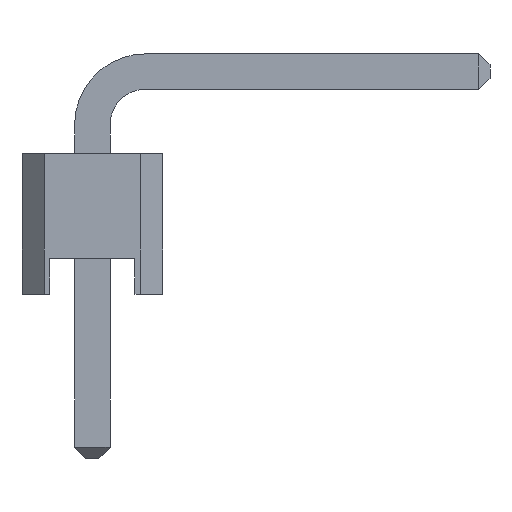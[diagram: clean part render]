
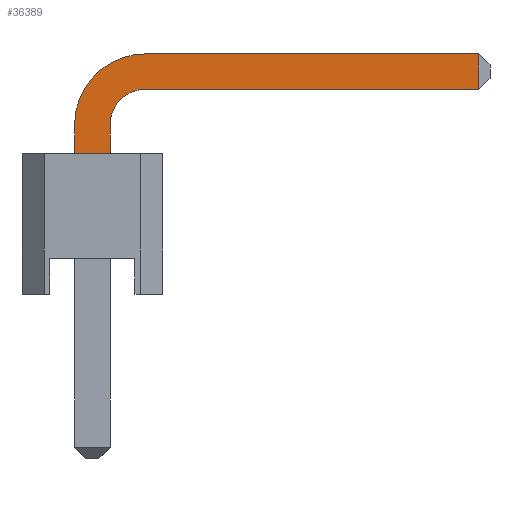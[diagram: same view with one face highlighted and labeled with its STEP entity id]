
A CAD part, front view. The second image highlights one B-rep face of the part: STEP entity #36389.
In plain terms, the highlighted planar face has unit normal (0, -1, 0).
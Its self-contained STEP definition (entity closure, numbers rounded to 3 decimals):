
#35294 = PLANE('',#35295);
#35295 = AXIS2_PLACEMENT_3D('',#35296,#35297,#35298);
#35296 = CARTESIAN_POINT('',(-1.27,1.27,5.5));
#35297 = DIRECTION('',(0.,0.,1.));
#35298 = DIRECTION('',(1.,0.,0.));
#36055 = EDGE_CURVE('',#36056,#36058,#36060,.T.);
#36056 = VERTEX_POINT('',#36057);
#36057 = CARTESIAN_POINT('',(0.32,-0.32,5.5));
#36058 = VERTEX_POINT('',#36059);
#36059 = CARTESIAN_POINT('',(-0.32,-0.32,5.5));
#36060 = SURFACE_CURVE('',#36061,(#36065,#36071),.PCURVE_S1.);
#36061 = LINE('',#36062,#36063);
#36062 = CARTESIAN_POINT('',(-0.795,-0.32,5.5));
#36063 = VECTOR('',#36064,1.);
#36064 = DIRECTION('',(-1.,0.,0.));
#36065 = PCURVE('',#35294,#36066);
#36066 = DEFINITIONAL_REPRESENTATION('',(#36067),#36070);
#36067 = B_SPLINE_CURVE_WITH_KNOTS('',1,(#36068,#36069),.UNSPECIFIED.,
  .F.,.F.,(2,2),(-1.179,-0.411),.PIECEWISE_BEZIER_KNOTS.);
#36068 = CARTESIAN_POINT('',(1.654,-1.59));
#36069 = CARTESIAN_POINT('',(0.886,-1.59));
#36070 = ( GEOMETRIC_REPRESENTATION_CONTEXT(2) 
PARAMETRIC_REPRESENTATION_CONTEXT() REPRESENTATION_CONTEXT('2D SPACE',''
  ) );
#36071 = PCURVE('',#36072,#36077);
#36072 = PLANE('',#36073);
#36073 = AXIS2_PLACEMENT_3D('',#36074,#36075,#36076);
#36074 = CARTESIAN_POINT('',(1.887,-0.32,5.194));
#36075 = DIRECTION('',(0.,1.,0.));
#36076 = DIRECTION('',(0.,0.,1.));
#36077 = DEFINITIONAL_REPRESENTATION('',(#36078),#36082);
#36078 = LINE('',#36079,#36080);
#36079 = CARTESIAN_POINT('',(0.307,-2.682));
#36080 = VECTOR('',#36081,1.);
#36081 = DIRECTION('',(0.,-1.));
#36082 = ( GEOMETRIC_REPRESENTATION_CONTEXT(2) 
PARAMETRIC_REPRESENTATION_CONTEXT() REPRESENTATION_CONTEXT('2D SPACE',''
  ) );
#36099 = PLANE('',#36100);
#36100 = AXIS2_PLACEMENT_3D('',#36101,#36102,#36103);
#36101 = CARTESIAN_POINT('',(-0.32,0.32,0.));
#36102 = DIRECTION('',(-1.,0.,0.));
#36103 = DIRECTION('',(0.,0.,1.));
#36151 = PLANE('',#36152);
#36152 = AXIS2_PLACEMENT_3D('',#36153,#36154,#36155);
#36153 = CARTESIAN_POINT('',(0.32,0.32,6.66));
#36154 = DIRECTION('',(1.,0.,0.));
#36155 = DIRECTION('',(0.,0.,-1.));
#36389 = ADVANCED_FACE('',(#36390),#36072,.F.);
#36390 = FACE_BOUND('',#36391,.F.);
#36391 = EDGE_LOOP('',(#36392,#36393,#36416,#36445,#36473,#36501,#36529,
    #36558));
#36392 = ORIENTED_EDGE('',*,*,#36055,.T.);
#36393 = ORIENTED_EDGE('',*,*,#36394,.T.);
#36394 = EDGE_CURVE('',#36058,#36395,#36397,.T.);
#36395 = VERTEX_POINT('',#36396);
#36396 = CARTESIAN_POINT('',(-0.32,-0.32,6.02));
#36397 = SURFACE_CURVE('',#36398,(#36402,#36409),.PCURVE_S1.);
#36398 = LINE('',#36399,#36400);
#36399 = CARTESIAN_POINT('',(-0.32,-0.32,0.));
#36400 = VECTOR('',#36401,1.);
#36401 = DIRECTION('',(0.,0.,1.));
#36402 = PCURVE('',#36072,#36403);
#36403 = DEFINITIONAL_REPRESENTATION('',(#36404),#36408);
#36404 = LINE('',#36405,#36406);
#36405 = CARTESIAN_POINT('',(-5.194,-2.207));
#36406 = VECTOR('',#36407,1.);
#36407 = DIRECTION('',(1.,-0.));
#36408 = ( GEOMETRIC_REPRESENTATION_CONTEXT(2) 
PARAMETRIC_REPRESENTATION_CONTEXT() REPRESENTATION_CONTEXT('2D SPACE',''
  ) );
#36409 = PCURVE('',#36099,#36410);
#36410 = DEFINITIONAL_REPRESENTATION('',(#36411),#36415);
#36411 = LINE('',#36412,#36413);
#36412 = CARTESIAN_POINT('',(0.,-0.64));
#36413 = VECTOR('',#36414,1.);
#36414 = DIRECTION('',(1.,0.));
#36415 = ( GEOMETRIC_REPRESENTATION_CONTEXT(2) 
PARAMETRIC_REPRESENTATION_CONTEXT() REPRESENTATION_CONTEXT('2D SPACE',''
  ) );
#36416 = ORIENTED_EDGE('',*,*,#36417,.T.);
#36417 = EDGE_CURVE('',#36395,#36418,#36420,.T.);
#36418 = VERTEX_POINT('',#36419);
#36419 = CARTESIAN_POINT('',(0.96,-0.32,7.3));
#36420 = SURFACE_CURVE('',#36421,(#36426,#36433),.PCURVE_S1.);
#36421 = CIRCLE('',#36422,1.28);
#36422 = AXIS2_PLACEMENT_3D('',#36423,#36424,#36425);
#36423 = CARTESIAN_POINT('',(0.96,-0.32,6.02));
#36424 = DIRECTION('',(0.,1.,0.));
#36425 = DIRECTION('',(0.,0.,-1.));
#36426 = PCURVE('',#36072,#36427);
#36427 = DEFINITIONAL_REPRESENTATION('',(#36428),#36432);
#36428 = CIRCLE('',#36429,1.28);
#36429 = AXIS2_PLACEMENT_2D('',#36430,#36431);
#36430 = CARTESIAN_POINT('',(0.827,-0.927));
#36431 = DIRECTION('',(-1.,0.));
#36432 = ( GEOMETRIC_REPRESENTATION_CONTEXT(2) 
PARAMETRIC_REPRESENTATION_CONTEXT() REPRESENTATION_CONTEXT('2D SPACE',''
  ) );
#36433 = PCURVE('',#36434,#36439);
#36434 = CYLINDRICAL_SURFACE('',#36435,1.28);
#36435 = AXIS2_PLACEMENT_3D('',#36436,#36437,#36438);
#36436 = CARTESIAN_POINT('',(0.96,0.32,6.02));
#36437 = DIRECTION('',(0.,-1.,0.));
#36438 = DIRECTION('',(-1.,0.,0.));
#36439 = DEFINITIONAL_REPRESENTATION('',(#36440),#36444);
#36440 = LINE('',#36441,#36442);
#36441 = CARTESIAN_POINT('',(1.571,0.64));
#36442 = VECTOR('',#36443,1.);
#36443 = DIRECTION('',(-1.,0.));
#36444 = ( GEOMETRIC_REPRESENTATION_CONTEXT(2) 
PARAMETRIC_REPRESENTATION_CONTEXT() REPRESENTATION_CONTEXT('2D SPACE',''
  ) );
#36445 = ORIENTED_EDGE('',*,*,#36446,.T.);
#36446 = EDGE_CURVE('',#36418,#36447,#36449,.T.);
#36447 = VERTEX_POINT('',#36448);
#36448 = CARTESIAN_POINT('',(6.98,-0.32,7.3));
#36449 = SURFACE_CURVE('',#36450,(#36454,#36461),.PCURVE_S1.);
#36450 = LINE('',#36451,#36452);
#36451 = CARTESIAN_POINT('',(-0.32,-0.32,7.3));
#36452 = VECTOR('',#36453,1.);
#36453 = DIRECTION('',(1.,0.,0.));
#36454 = PCURVE('',#36072,#36455);
#36455 = DEFINITIONAL_REPRESENTATION('',(#36456),#36460);
#36456 = LINE('',#36457,#36458);
#36457 = CARTESIAN_POINT('',(2.107,-2.207));
#36458 = VECTOR('',#36459,1.);
#36459 = DIRECTION('',(0.,1.));
#36460 = ( GEOMETRIC_REPRESENTATION_CONTEXT(2) 
PARAMETRIC_REPRESENTATION_CONTEXT() REPRESENTATION_CONTEXT('2D SPACE',''
  ) );
#36461 = PCURVE('',#36462,#36467);
#36462 = PLANE('',#36463);
#36463 = AXIS2_PLACEMENT_3D('',#36464,#36465,#36466);
#36464 = CARTESIAN_POINT('',(-0.32,0.32,7.3));
#36465 = DIRECTION('',(0.,0.,1.));
#36466 = DIRECTION('',(1.,0.,0.));
#36467 = DEFINITIONAL_REPRESENTATION('',(#36468),#36472);
#36468 = LINE('',#36469,#36470);
#36469 = CARTESIAN_POINT('',(0.,-0.64));
#36470 = VECTOR('',#36471,1.);
#36471 = DIRECTION('',(1.,0.));
#36472 = ( GEOMETRIC_REPRESENTATION_CONTEXT(2) 
PARAMETRIC_REPRESENTATION_CONTEXT() REPRESENTATION_CONTEXT('2D SPACE',''
  ) );
#36473 = ORIENTED_EDGE('',*,*,#36474,.T.);
#36474 = EDGE_CURVE('',#36447,#36475,#36477,.T.);
#36475 = VERTEX_POINT('',#36476);
#36476 = CARTESIAN_POINT('',(6.98,-0.32,6.66));
#36477 = SURFACE_CURVE('',#36478,(#36482,#36489),.PCURVE_S1.);
#36478 = LINE('',#36479,#36480);
#36479 = CARTESIAN_POINT('',(6.98,-0.32,7.1));
#36480 = VECTOR('',#36481,1.);
#36481 = DIRECTION('',(0.,0.,-1.));
#36482 = PCURVE('',#36072,#36483);
#36483 = DEFINITIONAL_REPRESENTATION('',(#36484),#36488);
#36484 = LINE('',#36485,#36486);
#36485 = CARTESIAN_POINT('',(1.907,5.094));
#36486 = VECTOR('',#36487,1.);
#36487 = DIRECTION('',(-1.,0.));
#36488 = ( GEOMETRIC_REPRESENTATION_CONTEXT(2) 
PARAMETRIC_REPRESENTATION_CONTEXT() REPRESENTATION_CONTEXT('2D SPACE',''
  ) );
#36489 = PCURVE('',#36490,#36495);
#36490 = PLANE('',#36491);
#36491 = AXIS2_PLACEMENT_3D('',#36492,#36493,#36494);
#36492 = CARTESIAN_POINT('',(7.08,-0.22,7.1));
#36493 = DIRECTION('',(-0.707,0.707,0.));
#36494 = DIRECTION('',(0.,0.,-1.));
#36495 = DEFINITIONAL_REPRESENTATION('',(#36496),#36500);
#36496 = LINE('',#36497,#36498);
#36497 = CARTESIAN_POINT('',(0.,0.141));
#36498 = VECTOR('',#36499,1.);
#36499 = DIRECTION('',(1.,0.));
#36500 = ( GEOMETRIC_REPRESENTATION_CONTEXT(2) 
PARAMETRIC_REPRESENTATION_CONTEXT() REPRESENTATION_CONTEXT('2D SPACE',''
  ) );
#36501 = ORIENTED_EDGE('',*,*,#36502,.T.);
#36502 = EDGE_CURVE('',#36475,#36503,#36505,.T.);
#36503 = VERTEX_POINT('',#36504);
#36504 = CARTESIAN_POINT('',(0.96,-0.32,6.66));
#36505 = SURFACE_CURVE('',#36506,(#36510,#36517),.PCURVE_S1.);
#36506 = LINE('',#36507,#36508);
#36507 = CARTESIAN_POINT('',(7.18,-0.32,6.66));
#36508 = VECTOR('',#36509,1.);
#36509 = DIRECTION('',(-1.,0.,0.));
#36510 = PCURVE('',#36072,#36511);
#36511 = DEFINITIONAL_REPRESENTATION('',(#36512),#36516);
#36512 = LINE('',#36513,#36514);
#36513 = CARTESIAN_POINT('',(1.467,5.294));
#36514 = VECTOR('',#36515,1.);
#36515 = DIRECTION('',(0.,-1.));
#36516 = ( GEOMETRIC_REPRESENTATION_CONTEXT(2) 
PARAMETRIC_REPRESENTATION_CONTEXT() REPRESENTATION_CONTEXT('2D SPACE',''
  ) );
#36517 = PCURVE('',#36518,#36523);
#36518 = PLANE('',#36519);
#36519 = AXIS2_PLACEMENT_3D('',#36520,#36521,#36522);
#36520 = CARTESIAN_POINT('',(7.18,0.32,6.66));
#36521 = DIRECTION('',(-0.,0.,-1.));
#36522 = DIRECTION('',(-1.,0.,0.));
#36523 = DEFINITIONAL_REPRESENTATION('',(#36524),#36528);
#36524 = LINE('',#36525,#36526);
#36525 = CARTESIAN_POINT('',(0.,-0.64));
#36526 = VECTOR('',#36527,1.);
#36527 = DIRECTION('',(1.,0.));
#36528 = ( GEOMETRIC_REPRESENTATION_CONTEXT(2) 
PARAMETRIC_REPRESENTATION_CONTEXT() REPRESENTATION_CONTEXT('2D SPACE',''
  ) );
#36529 = ORIENTED_EDGE('',*,*,#36530,.F.);
#36530 = EDGE_CURVE('',#36531,#36503,#36533,.T.);
#36531 = VERTEX_POINT('',#36532);
#36532 = CARTESIAN_POINT('',(0.32,-0.32,6.02));
#36533 = SURFACE_CURVE('',#36534,(#36539,#36546),.PCURVE_S1.);
#36534 = CIRCLE('',#36535,0.64);
#36535 = AXIS2_PLACEMENT_3D('',#36536,#36537,#36538);
#36536 = CARTESIAN_POINT('',(0.96,-0.32,6.02));
#36537 = DIRECTION('',(0.,1.,0.));
#36538 = DIRECTION('',(0.,0.,-1.));
#36539 = PCURVE('',#36072,#36540);
#36540 = DEFINITIONAL_REPRESENTATION('',(#36541),#36545);
#36541 = CIRCLE('',#36542,0.64);
#36542 = AXIS2_PLACEMENT_2D('',#36543,#36544);
#36543 = CARTESIAN_POINT('',(0.827,-0.927));
#36544 = DIRECTION('',(-1.,0.));
#36545 = ( GEOMETRIC_REPRESENTATION_CONTEXT(2) 
PARAMETRIC_REPRESENTATION_CONTEXT() REPRESENTATION_CONTEXT('2D SPACE',''
  ) );
#36546 = PCURVE('',#36547,#36552);
#36547 = CYLINDRICAL_SURFACE('',#36548,0.64);
#36548 = AXIS2_PLACEMENT_3D('',#36549,#36550,#36551);
#36549 = CARTESIAN_POINT('',(0.96,0.32,6.02));
#36550 = DIRECTION('',(0.,-1.,0.));
#36551 = DIRECTION('',(-1.,0.,0.));
#36552 = DEFINITIONAL_REPRESENTATION('',(#36553),#36557);
#36553 = LINE('',#36554,#36555);
#36554 = CARTESIAN_POINT('',(1.571,0.64));
#36555 = VECTOR('',#36556,1.);
#36556 = DIRECTION('',(-1.,0.));
#36557 = ( GEOMETRIC_REPRESENTATION_CONTEXT(2) 
PARAMETRIC_REPRESENTATION_CONTEXT() REPRESENTATION_CONTEXT('2D SPACE',''
  ) );
#36558 = ORIENTED_EDGE('',*,*,#36559,.T.);
#36559 = EDGE_CURVE('',#36531,#36056,#36560,.T.);
#36560 = SURFACE_CURVE('',#36561,(#36565,#36572),.PCURVE_S1.);
#36561 = LINE('',#36562,#36563);
#36562 = CARTESIAN_POINT('',(0.32,-0.32,6.66));
#36563 = VECTOR('',#36564,1.);
#36564 = DIRECTION('',(0.,0.,-1.));
#36565 = PCURVE('',#36072,#36566);
#36566 = DEFINITIONAL_REPRESENTATION('',(#36567),#36571);
#36567 = LINE('',#36568,#36569);
#36568 = CARTESIAN_POINT('',(1.467,-1.567));
#36569 = VECTOR('',#36570,1.);
#36570 = DIRECTION('',(-1.,0.));
#36571 = ( GEOMETRIC_REPRESENTATION_CONTEXT(2) 
PARAMETRIC_REPRESENTATION_CONTEXT() REPRESENTATION_CONTEXT('2D SPACE',''
  ) );
#36572 = PCURVE('',#36151,#36573);
#36573 = DEFINITIONAL_REPRESENTATION('',(#36574),#36578);
#36574 = LINE('',#36575,#36576);
#36575 = CARTESIAN_POINT('',(0.,-0.64));
#36576 = VECTOR('',#36577,1.);
#36577 = DIRECTION('',(1.,0.));
#36578 = ( GEOMETRIC_REPRESENTATION_CONTEXT(2) 
PARAMETRIC_REPRESENTATION_CONTEXT() REPRESENTATION_CONTEXT('2D SPACE',''
  ) );
